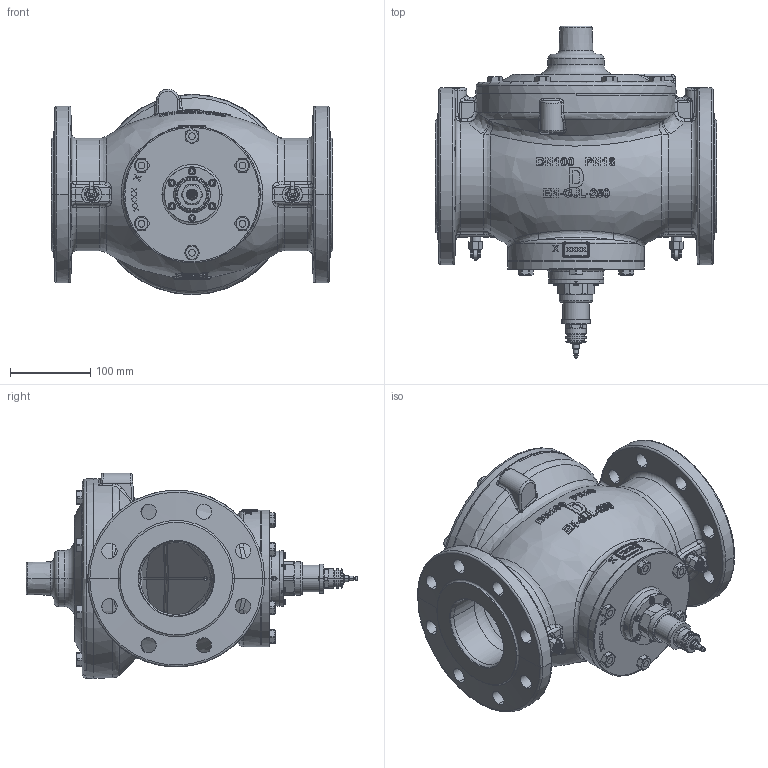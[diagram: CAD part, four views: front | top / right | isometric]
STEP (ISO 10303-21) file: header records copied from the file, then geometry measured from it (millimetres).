
FILE_DESCRIPTION((''),'2;1');
FILE_NAME('003Z0765_ASM_ASM','2015-05-15T',('u317927'),('Danfoss'),'PRO/ENGINEER BY PARAMETRIC TECHNOLOGY CORPORATION, 2014000','PRO/ENGINEER BY PARAMETRIC TECHNOLOGY CORPORATION, 2014000','');
FILE_SCHEMA(('CONFIG_CONTROL_DESIGN'));
Products named in the file (30): 8907302; 89077440; 89077360; 8907117; 8907303; 8907127; 89072280; 51811501; 8503204_VRAT_VENTILA_D_INST; 8503032; 8503204_STUFFING_BOX_DN65-80_AS_ASM; 5181001; 89077500_ASM_ASM; 8907375_ASM; 8907330_ASM_ASM; 8907340_ASM; 8907331; 8907135; 8907341_ASM_ASM; 51818000; 51818090; 8901337; MANIFOLD_SOLID_BREP_89957; MANIFOLD_SOLID_BREP_90536; 8901338_ASM; MANIFOLD_SOLID_BREP_101883; MANIFOLD_SOLID_BREP_102462; 8901339_ASM; ASM0001_ASM; 003Z0765_ASM_ASM
Assembly tree (47 placements, depth 5):
  003Z0765_ASM_ASM
    ASM0001_ASM
      8907302
      89077500_ASM_ASM
        89077440
        89077360
        8907117
        8907303
        8907127
        89072280
        51811501  x6
        8503204_STUFFING_BOX_DN65-80_AS_ASM
          8503204_VRAT_VENTILA_D_INST
          8503032
        5181001
      8907330_ASM_ASM
        8907375_ASM
      8907340_ASM
      8907341_ASM_ASM
        8907331
        8907135
      51818000  x6
      51818090  x8
      8901337  x2
      8901338_ASM
        MANIFOLD_SOLID_BREP_89957
        MANIFOLD_SOLID_BREP_90536
      8901339_ASM
        MANIFOLD_SOLID_BREP_101883
        MANIFOLD_SOLID_BREP_102462
Bounding box: 350 x 413.2 x 255.78 mm (x, y, z)
Volume: 6838645.4 mm3; surface area: 927688.1 mm2
Topology: 38 solids, 93 shells, 3244 faces, 8593 edges, 5570 vertices
Faces by surface type: plane 1184, cylinder 990, cone 442, bspline 277, extrusion 192, torus 153, sphere 6
Entity records: 107948 total; most frequent: CARTESIAN_POINT 41020, ORIENTED_EDGE 14628, DIRECTION 12638, EDGE_CURVE 7392, AXIS2_PLACEMENT_3D 4955, VERTEX_POINT 4792, EDGE_LOOP 3086, FACE_OUTER_BOUND 2807
